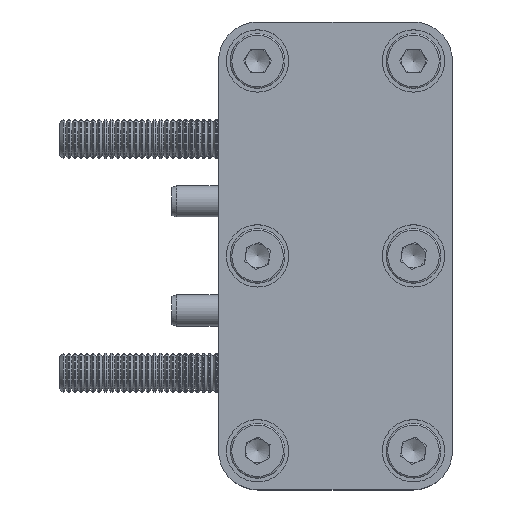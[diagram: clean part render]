
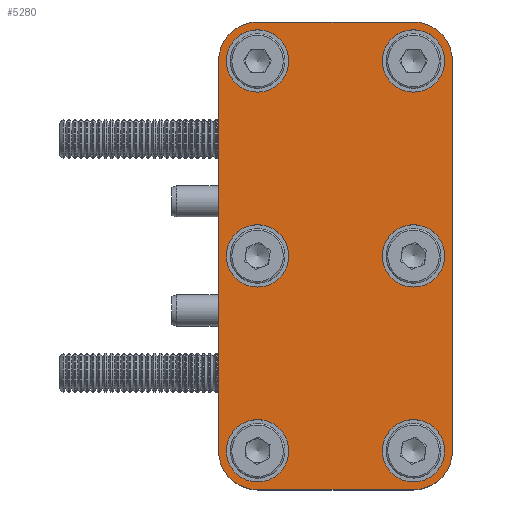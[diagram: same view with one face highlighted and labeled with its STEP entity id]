
A CAD part, top view. The second image highlights one B-rep face of the part: STEP entity #5280.
In plain terms, the highlighted planar face has unit normal (0, 0, 1).
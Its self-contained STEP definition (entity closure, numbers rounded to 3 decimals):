
#117 = CIRCLE ( 'NONE', #678, 5. ) ;
#127 = DIRECTION ( 'NONE',  ( 1., 0., 0. ) ) ;
#138 = VERTEX_POINT ( 'NONE', #8189 ) ;
#258 = CARTESIAN_POINT ( 'NONE',  ( -10., 25., 18. ) ) ;
#277 = DIRECTION ( 'NONE',  ( 1., 0., 0. ) ) ;
#438 = EDGE_CURVE ( 'NONE', #4769, #3896, #3162, .T. ) ;
#522 = DIRECTION ( 'NONE',  ( 1., 0., 0. ) ) ;
#596 = CARTESIAN_POINT ( 'NONE',  ( 0., 0., 18. ) ) ;
#615 = CARTESIAN_POINT ( 'NONE',  ( -10., 0., 18. ) ) ;
#646 = DIRECTION ( 'NONE',  ( 0., 0., 1. ) ) ;
#678 = AXIS2_PLACEMENT_3D ( 'NONE', #2675, #2634, #3975 ) ;
#717 = ORIENTED_EDGE ( 'NONE', *, *, #7189, .T. ) ;
#767 = CARTESIAN_POINT ( 'NONE',  ( 14., 0., 18. ) ) ;
#802 = CARTESIAN_POINT ( 'NONE',  ( 14., 25., 18. ) ) ;
#806 = LINE ( 'NONE', #7474, #3408 ) ;
#812 = EDGE_CURVE ( 'NONE', #6593, #6593, #7611, .T. ) ;
#883 = LINE ( 'NONE', #6155, #3307 ) ;
#1039 = AXIS2_PLACEMENT_3D ( 'NONE', #596, #5906, #4605 ) ;
#1143 = EDGE_CURVE ( 'NONE', #138, #138, #6785, .T. ) ;
#1181 = EDGE_LOOP ( 'NONE', ( #4932 ) ) ;
#1247 = ORIENTED_EDGE ( 'NONE', *, *, #2010, .T. ) ;
#1269 = VECTOR ( 'NONE', #4817, 1000. ) ;
#1373 = ORIENTED_EDGE ( 'NONE', *, *, #2348, .T. ) ;
#1435 = CARTESIAN_POINT ( 'NONE',  ( -6., 0., 18. ) ) ;
#1507 = EDGE_CURVE ( 'NONE', #3896, #7509, #8160, .T. ) ;
#1651 = AXIS2_PLACEMENT_3D ( 'NONE', #6502, #2645, #8508 ) ;
#1692 = CIRCLE ( 'NONE', #2245, 5. ) ;
#1726 = DIRECTION ( 'NONE',  ( 0., 0., 1. ) ) ;
#1777 = CARTESIAN_POINT ( 'NONE',  ( 15., 25., 18. ) ) ;
#1861 = DIRECTION ( 'NONE',  ( 0., 0., 1. ) ) ;
#1940 = AXIS2_PLACEMENT_3D ( 'NONE', #615, #1861, #4442 ) ;
#2010 = EDGE_CURVE ( 'NONE', #7509, #3413, #6107, .T. ) ;
#2245 = AXIS2_PLACEMENT_3D ( 'NONE', #3553, #646, #4609 ) ;
#2277 = CIRCLE ( 'NONE', #2407, 4. ) ;
#2323 = VERTEX_POINT ( 'NONE', #4350 ) ;
#2348 = EDGE_CURVE ( 'NONE', #4541, #4846, #1692, .T. ) ;
#2407 = AXIS2_PLACEMENT_3D ( 'NONE', #2710, #3321, #3360 ) ;
#2600 = AXIS2_PLACEMENT_3D ( 'NONE', #6581, #4576, #127 ) ;
#2618 = FACE_BOUND ( 'NONE', #6648, .T. ) ;
#2634 = DIRECTION ( 'NONE',  ( 0., 0., 1. ) ) ;
#2645 = DIRECTION ( 'NONE',  ( 0., 0., 1. ) ) ;
#2675 = CARTESIAN_POINT ( 'NONE',  ( 10., 25., 18. ) ) ;
#2710 = CARTESIAN_POINT ( 'NONE',  ( 10., -25., 18. ) ) ;
#2841 = CIRCLE ( 'NONE', #8116, 4. ) ;
#3046 = DIRECTION ( 'NONE',  ( 1., 0., 0. ) ) ;
#3090 = CARTESIAN_POINT ( 'NONE',  ( 10., 25., 18. ) ) ;
#3149 = CARTESIAN_POINT ( 'NONE',  ( -10., -25., 18. ) ) ;
#3162 = CIRCLE ( 'NONE', #1651, 5. ) ;
#3276 = CARTESIAN_POINT ( 'NONE',  ( -15., 25., 18. ) ) ;
#3307 = VECTOR ( 'NONE', #6726, 1000. ) ;
#3310 = FACE_BOUND ( 'NONE', #5996, .T. ) ;
#3321 = DIRECTION ( 'NONE',  ( 0., 0., 1. ) ) ;
#3360 = DIRECTION ( 'NONE',  ( 1., 0., 0. ) ) ;
#3408 = VECTOR ( 'NONE', #6780, 1000. ) ;
#3413 = VERTEX_POINT ( 'NONE', #7745 ) ;
#3438 = CARTESIAN_POINT ( 'NONE',  ( 10., 30., 18. ) ) ;
#3517 = ORIENTED_EDGE ( 'NONE', *, *, #8138, .F. ) ;
#3553 = CARTESIAN_POINT ( 'NONE',  ( -10., 25., 18. ) ) ;
#3554 = CARTESIAN_POINT ( 'NONE',  ( -15., -30., 18. ) ) ;
#3634 = DIRECTION ( 'NONE',  ( 0., 0., 1. ) ) ;
#3660 = CIRCLE ( 'NONE', #5883, 4. ) ;
#3669 = DIRECTION ( 'NONE',  ( 0., 0., 1. ) ) ;
#3689 = EDGE_LOOP ( 'NONE', ( #7295, #6208, #7758, #1247, #7411, #7906, #717, #1373 ) ) ;
#3756 = EDGE_LOOP ( 'NONE', ( #3814 ) ) ;
#3814 = ORIENTED_EDGE ( 'NONE', *, *, #4795, .F. ) ;
#3896 = VERTEX_POINT ( 'NONE', #4918 ) ;
#3975 = DIRECTION ( 'NONE',  ( 1., 0., 0. ) ) ;
#4087 = VERTEX_POINT ( 'NONE', #7476 ) ;
#4123 = EDGE_LOOP ( 'NONE', ( #5919 ) ) ;
#4313 = VERTEX_POINT ( 'NONE', #1777 ) ;
#4350 = CARTESIAN_POINT ( 'NONE',  ( 14., -25., 18. ) ) ;
#4442 = DIRECTION ( 'NONE',  ( 1., 0., 0. ) ) ;
#4541 = VERTEX_POINT ( 'NONE', #4673 ) ;
#4576 = DIRECTION ( 'NONE',  ( 0., 0., 1. ) ) ;
#4605 = DIRECTION ( 'NONE',  ( 1., 0., 0. ) ) ;
#4609 = DIRECTION ( 'NONE',  ( 1., 0., 0. ) ) ;
#4646 = VERTEX_POINT ( 'NONE', #802 ) ;
#4673 = CARTESIAN_POINT ( 'NONE',  ( -10., 30., 18. ) ) ;
#4769 = VERTEX_POINT ( 'NONE', #4973 ) ;
#4795 = EDGE_CURVE ( 'NONE', #2323, #2323, #2277, .T. ) ;
#4817 = DIRECTION ( 'NONE',  ( 1., 0., 0. ) ) ;
#4846 = VERTEX_POINT ( 'NONE', #3276 ) ;
#4918 = CARTESIAN_POINT ( 'NONE',  ( -10., -30., 18. ) ) ;
#4926 = DIRECTION ( 'NONE',  ( 1., 0., 0. ) ) ;
#4932 = ORIENTED_EDGE ( 'NONE', *, *, #812, .F. ) ;
#4945 = VERTEX_POINT ( 'NONE', #3438 ) ;
#4973 = CARTESIAN_POINT ( 'NONE',  ( -15., -25., 18. ) ) ;
#5048 = DIRECTION ( 'NONE',  ( 0., 0., 1. ) ) ;
#5221 = FACE_BOUND ( 'NONE', #1181, .T. ) ;
#5280 = ADVANCED_FACE ( 'NONE', ( #8260, #3310, #5221, #7825, #7264, #2618, #5950 ), #6565, .T. ) ;
#5321 = VECTOR ( 'NONE', #8007, 1000. ) ;
#5451 = EDGE_LOOP ( 'NONE', ( #8439 ) ) ;
#5480 = ORIENTED_EDGE ( 'NONE', *, *, #6200, .F. ) ;
#5883 = AXIS2_PLACEMENT_3D ( 'NONE', #3090, #5048, #3046 ) ;
#5906 = DIRECTION ( 'NONE',  ( 0., 0., 1. ) ) ;
#5919 = ORIENTED_EDGE ( 'NONE', *, *, #6261, .F. ) ;
#5931 = CARTESIAN_POINT ( 'NONE',  ( 10., -30., 18. ) ) ;
#5950 = FACE_OUTER_BOUND ( 'NONE', #3689, .T. ) ;
#5996 = EDGE_LOOP ( 'NONE', ( #3517 ) ) ;
#6047 = LINE ( 'NONE', #8131, #5321 ) ;
#6086 = AXIS2_PLACEMENT_3D ( 'NONE', #258, #1726, #4926 ) ;
#6107 = CIRCLE ( 'NONE', #8327, 5. ) ;
#6155 = CARTESIAN_POINT ( 'NONE',  ( -15., 30., 18. ) ) ;
#6200 = EDGE_CURVE ( 'NONE', #4087, #4087, #2841, .T. ) ;
#6208 = ORIENTED_EDGE ( 'NONE', *, *, #438, .T. ) ;
#6261 = EDGE_CURVE ( 'NONE', #8002, #8002, #8000, .T. ) ;
#6317 = EDGE_CURVE ( 'NONE', #4313, #4945, #117, .T. ) ;
#6445 = CARTESIAN_POINT ( 'NONE',  ( 10., -25., 18. ) ) ;
#6502 = CARTESIAN_POINT ( 'NONE',  ( -10., -25., 18. ) ) ;
#6565 = PLANE ( 'NONE',  #1039 ) ;
#6581 = CARTESIAN_POINT ( 'NONE',  ( 10., 0., 18. ) ) ;
#6593 = VERTEX_POINT ( 'NONE', #1435 ) ;
#6648 = EDGE_LOOP ( 'NONE', ( #5480 ) ) ;
#6726 = DIRECTION ( 'NONE',  ( -1., 0., 0. ) ) ;
#6780 = DIRECTION ( 'NONE',  ( 0., 1., 0. ) ) ;
#6785 = CIRCLE ( 'NONE', #6086, 4. ) ;
#7189 = EDGE_CURVE ( 'NONE', #4945, #4541, #883, .T. ) ;
#7264 = FACE_BOUND ( 'NONE', #3756, .T. ) ;
#7295 = ORIENTED_EDGE ( 'NONE', *, *, #7943, .T. ) ;
#7411 = ORIENTED_EDGE ( 'NONE', *, *, #8415, .T. ) ;
#7474 = CARTESIAN_POINT ( 'NONE',  ( 15., 30., 18. ) ) ;
#7476 = CARTESIAN_POINT ( 'NONE',  ( -6., -25., 18. ) ) ;
#7509 = VERTEX_POINT ( 'NONE', #5931 ) ;
#7611 = CIRCLE ( 'NONE', #1940, 4. ) ;
#7745 = CARTESIAN_POINT ( 'NONE',  ( 15., -25., 18. ) ) ;
#7758 = ORIENTED_EDGE ( 'NONE', *, *, #1507, .T. ) ;
#7825 = FACE_BOUND ( 'NONE', #4123, .T. ) ;
#7906 = ORIENTED_EDGE ( 'NONE', *, *, #6317, .T. ) ;
#7943 = EDGE_CURVE ( 'NONE', #4846, #4769, #6047, .T. ) ;
#8000 = CIRCLE ( 'NONE', #2600, 4. ) ;
#8002 = VERTEX_POINT ( 'NONE', #767 ) ;
#8007 = DIRECTION ( 'NONE',  ( 0., -1., 0. ) ) ;
#8116 = AXIS2_PLACEMENT_3D ( 'NONE', #3149, #3634, #277 ) ;
#8131 = CARTESIAN_POINT ( 'NONE',  ( -15., 30., 18. ) ) ;
#8138 = EDGE_CURVE ( 'NONE', #4646, #4646, #3660, .T. ) ;
#8160 = LINE ( 'NONE', #3554, #1269 ) ;
#8189 = CARTESIAN_POINT ( 'NONE',  ( -6., 25., 18. ) ) ;
#8260 = FACE_BOUND ( 'NONE', #5451, .T. ) ;
#8327 = AXIS2_PLACEMENT_3D ( 'NONE', #6445, #3669, #522 ) ;
#8415 = EDGE_CURVE ( 'NONE', #3413, #4313, #806, .T. ) ;
#8439 = ORIENTED_EDGE ( 'NONE', *, *, #1143, .F. ) ;
#8508 = DIRECTION ( 'NONE',  ( 1., 0., 0. ) ) ;
